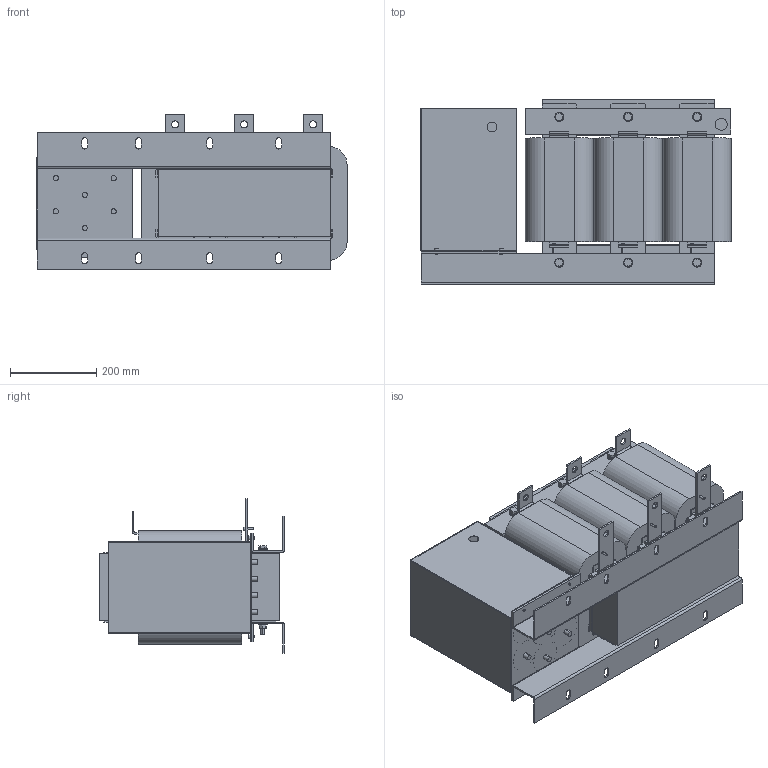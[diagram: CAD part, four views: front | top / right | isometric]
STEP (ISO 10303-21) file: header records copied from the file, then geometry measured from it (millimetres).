
FILE_DESCRIPTION (( 'STEP AP214' ), '1' );
FILE_NAME ('147012.STEP', '2021-04-01T06:35:02', ( '' ), ( '' ), 'SwSTEP 2.0', 'SolidWorks 2018', '' );
FILE_SCHEMA (( 'AUTOMOTIVE_DESIGN' ));
Length unit declared in the file: millimetre
Products named in the file (1): 147012
Bounding box: 719.85 x 428 x 358.5 mm (x, y, z)
Volume: 45926672 mm3; surface area: 2616470 mm2
Topology: 1 solids, 1 shells, 898 faces, 2442 edges, 1623 vertices
Faces by surface type: plane 670, cylinder 222, cone 6
Entity records: 28483 total; most frequent: CARTESIAN_POINT 5041, ORIENTED_EDGE 4884, DIRECTION 4772, EDGE_CURVE 2442, VECTOR 1898, LINE 1898, VERTEX_POINT 1623, AXIS2_PLACEMENT_3D 1437
